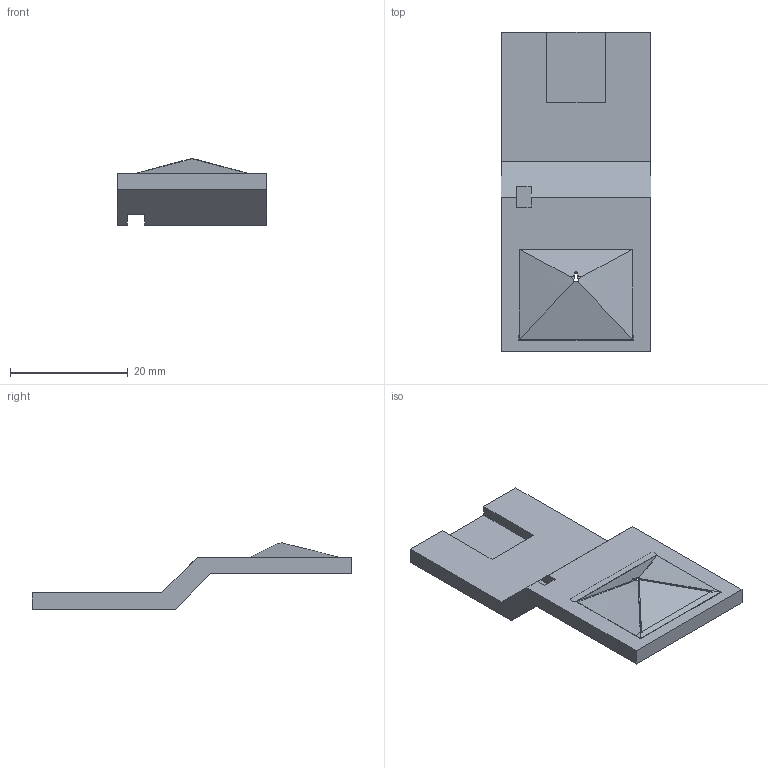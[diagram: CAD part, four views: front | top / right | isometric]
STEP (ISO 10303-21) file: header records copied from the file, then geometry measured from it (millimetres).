
FILE_DESCRIPTION(/* description */ (''),/* implementation_level */ '2;1');
FILE_NAME(/* name */ 'coneholder_elevated_maleslot_v8.stp',/* time_stamp */ '2022-10-26T08:53:10-04:00',/* author */ ('wilson'),/* organization */ (''),/* preprocessor_version */ 'ST-DEVELOPER v18.1',/* originating_system */ 'Autodesk Inventor 2021',/* authorisation */ '');
FILE_SCHEMA (('AUTOMOTIVE_DESIGN { 1 0 10303 214 3 1 1 }'));
Length unit declared in the file: millimetre
Products named in the file (1): coneholder_elevated_maleslot_v7
Bounding box: 25.4 x 54.23 x 11.25 mm (x, y, z)
Volume: 2550.7 mm3; surface area: 3783.3 mm2
Topology: 1 solids, 2 shells, 208 faces, 544 edges, 341 vertices
Faces by surface type: bspline 124, plane 62, cylinder 19, sphere 3
Entity records: 9466 total; most frequent: CARTESIAN_POINT 5102, ORIENTED_EDGE 1086, DIRECTION 553, EDGE_CURVE 543, VERTEX_POINT 341, LINE 253, VECTOR 253, B_SPLINE_CURVE_WITH_KNOTS 225
